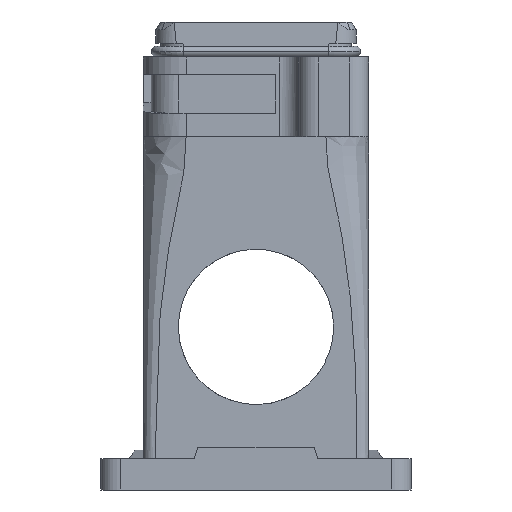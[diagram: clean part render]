
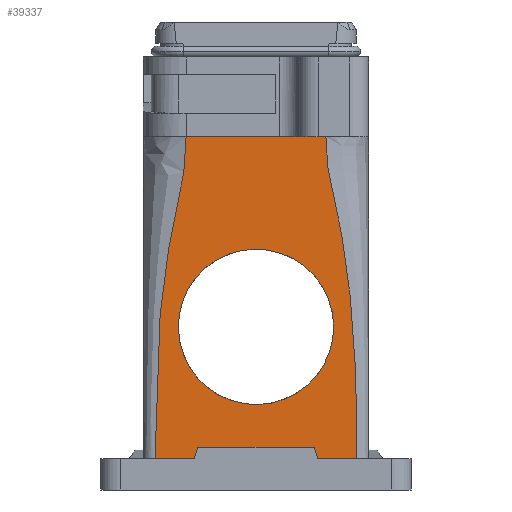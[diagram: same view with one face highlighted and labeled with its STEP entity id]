
A CAD part, front view. The second image highlights one B-rep face of the part: STEP entity #39337.
In plain terms, the highlighted planar face has unit normal (0, -1, 0).
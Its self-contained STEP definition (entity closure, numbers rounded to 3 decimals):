
#2603=AXIS2_PLACEMENT_3D('Circle Axis2P3D',#2601,#2602,$) ;
#2651=AXIS2_PLACEMENT_3D('Circle Axis2P3D',#2649,#2650,$) ;
#39320=AXIS2_PLACEMENT_3D('Plane Axis2P3D',#39317,#39318,#39319) ;
#2598=CARTESIAN_POINT('Vertex',(57.552,29.5,32.411)) ;
#2601=CARTESIAN_POINT('Axis2P3D Location',(40.,29.5,42.)) ;
#2605=CARTESIAN_POINT('Vertex',(22.448,29.5,51.589)) ;
#2649=CARTESIAN_POINT('Axis2P3D Location',(40.,29.5,42.)) ;
#17439=CARTESIAN_POINT('Line Origine',(53.09,29.5,91.)) ;
#17443=CARTESIAN_POINT('Vertex',(48.179,29.5,91.)) ;
#17445=CARTESIAN_POINT('Vertex',(58.,29.5,91.)) ;
#28552=CARTESIAN_POINT('Vertex',(14.,29.5,8.)) ;
#28556=CARTESIAN_POINT('Control Point',(22.,29.5,91.)) ;
#28557=CARTESIAN_POINT('Control Point',(22.,29.5,90.985)) ;
#28558=CARTESIAN_POINT('Control Point',(22.,29.5,90.97)) ;
#28559=CARTESIAN_POINT('Control Point',(22.,29.5,90.955)) ;
#28560=CARTESIAN_POINT('Control Point',(22.,29.5,88.764)) ;
#28561=CARTESIAN_POINT('Control Point',(21.997,29.5,86.573)) ;
#28562=CARTESIAN_POINT('Control Point',(21.826,29.5,84.404)) ;
#28563=CARTESIAN_POINT('Control Point',(21.39,29.5,81.369)) ;
#28564=CARTESIAN_POINT('Control Point',(20.787,29.5,78.355)) ;
#28565=CARTESIAN_POINT('Control Point',(20.603,29.5,77.489)) ;
#28566=CARTESIAN_POINT('Control Point',(20.231,29.5,75.791)) ;
#28567=CARTESIAN_POINT('Control Point',(19.849,29.5,74.094)) ;
#28568=CARTESIAN_POINT('Control Point',(19.663,29.5,73.261)) ;
#28569=CARTESIAN_POINT('Control Point',(19.297,29.5,71.599)) ;
#28570=CARTESIAN_POINT('Control Point',(18.95,29.5,69.933)) ;
#28571=CARTESIAN_POINT('Control Point',(18.777,29.5,69.079)) ;
#28572=CARTESIAN_POINT('Control Point',(16.798,29.5,59.048)) ;
#28573=CARTESIAN_POINT('Control Point',(15.449,29.5,48.936)) ;
#28574=CARTESIAN_POINT('Control Point',(14.611,29.5,39.617)) ;
#28575=CARTESIAN_POINT('Control Point',(14.128,29.5,28.075)) ;
#28576=CARTESIAN_POINT('Control Point',(14.015,29.5,16.529)) ;
#28577=CARTESIAN_POINT('Control Point',(14.004,29.5,14.302)) ;
#28578=CARTESIAN_POINT('Control Point',(14.001,29.5,11.705)) ;
#28579=CARTESIAN_POINT('Control Point',(14.,29.5,9.107)) ;
#28580=CARTESIAN_POINT('Control Point',(14.,29.5,8.738)) ;
#28581=CARTESIAN_POINT('Control Point',(14.,29.5,8.369)) ;
#28582=CARTESIAN_POINT('Control Point',(14.,29.5,8.)) ;
#28583=CARTESIAN_POINT('Vertex',(22.,29.5,91.)) ;
#29028=CARTESIAN_POINT('Line Origine',(24.531,29.5,9.5)) ;
#29032=CARTESIAN_POINT('Vertex',(24.063,29.5,8.)) ;
#29034=CARTESIAN_POINT('Vertex',(25.,29.5,11.)) ;
#29068=CARTESIAN_POINT('Line Origine',(40.,29.5,11.)) ;
#29072=CARTESIAN_POINT('Vertex',(55.,29.5,11.)) ;
#32371=CARTESIAN_POINT('Vertex',(55.938,29.5,8.)) ;
#32374=CARTESIAN_POINT('Line Origine',(55.469,29.5,9.5)) ;
#34885=CARTESIAN_POINT('Line Origine',(35.09,29.5,91.)) ;
#35521=CARTESIAN_POINT('Control Point',(58.,29.5,91.)) ;
#35522=CARTESIAN_POINT('Control Point',(58.,29.5,90.883)) ;
#35523=CARTESIAN_POINT('Control Point',(58.,29.5,90.772)) ;
#35524=CARTESIAN_POINT('Control Point',(58.,29.5,90.669)) ;
#35525=CARTESIAN_POINT('Control Point',(58.001,29.5,88.695)) ;
#35526=CARTESIAN_POINT('Control Point',(58.026,29.5,86.72)) ;
#35527=CARTESIAN_POINT('Control Point',(58.19,29.5,84.85)) ;
#35528=CARTESIAN_POINT('Control Point',(58.631,29.5,81.938)) ;
#35529=CARTESIAN_POINT('Control Point',(59.249,29.5,79.049)) ;
#35530=CARTESIAN_POINT('Control Point',(59.487,29.5,78.011)) ;
#35531=CARTESIAN_POINT('Control Point',(59.918,29.5,76.17)) ;
#35532=CARTESIAN_POINT('Control Point',(60.346,29.5,74.328)) ;
#35533=CARTESIAN_POINT('Control Point',(60.528,29.5,73.523)) ;
#35534=CARTESIAN_POINT('Control Point',(60.882,29.5,71.907)) ;
#35535=CARTESIAN_POINT('Control Point',(61.214,29.5,70.288)) ;
#35536=CARTESIAN_POINT('Control Point',(61.373,29.5,69.491)) ;
#35537=CARTESIAN_POINT('Control Point',(63.371,29.5,59.145)) ;
#35538=CARTESIAN_POINT('Control Point',(64.624,29.5,48.705)) ;
#35539=CARTESIAN_POINT('Control Point',(65.451,29.5,39.02)) ;
#35540=CARTESIAN_POINT('Control Point',(65.905,29.5,27.055)) ;
#35541=CARTESIAN_POINT('Control Point',(65.993,29.5,15.086)) ;
#35542=CARTESIAN_POINT('Control Point',(66.,29.5,12.769)) ;
#35543=CARTESIAN_POINT('Control Point',(66.,29.5,10.425)) ;
#35544=CARTESIAN_POINT('Control Point',(66.,29.5,8.081)) ;
#35545=CARTESIAN_POINT('Control Point',(66.,29.5,8.054)) ;
#35546=CARTESIAN_POINT('Control Point',(66.,29.5,8.027)) ;
#35547=CARTESIAN_POINT('Control Point',(66.,29.5,8.)) ;
#35548=CARTESIAN_POINT('Vertex',(66.,29.5,8.)) ;
#38812=CARTESIAN_POINT('Line Origine',(19.031,29.5,8.)) ;
#39066=CARTESIAN_POINT('Line Origine',(60.969,29.5,8.)) ;
#39317=CARTESIAN_POINT('Axis2P3D Location',(69.,29.5,8.)) ;
#2602=DIRECTION('Axis2P3D Direction',(0.,1.,0.)) ;
#2650=DIRECTION('Axis2P3D Direction',(0.,1.,0.)) ;
#17440=DIRECTION('Vector Direction',(-1.,0.,0.)) ;
#29029=DIRECTION('Vector Direction',(0.298,0.,0.954)) ;
#29069=DIRECTION('Vector Direction',(1.,0.,0.)) ;
#32375=DIRECTION('Vector Direction',(-0.298,0.,0.954)) ;
#34886=DIRECTION('Vector Direction',(-1.,0.,0.)) ;
#38813=DIRECTION('Vector Direction',(-1.,0.,0.)) ;
#39067=DIRECTION('Vector Direction',(-1.,0.,0.)) ;
#39318=DIRECTION('Axis2P3D Direction',(0.,1.,0.)) ;
#39319=DIRECTION('Axis2P3D XDirection',(-1.,0.,0.)) ;
#17441=VECTOR('Line Direction',#17440,1.) ;
#29030=VECTOR('Line Direction',#29029,1.) ;
#29070=VECTOR('Line Direction',#29069,1.) ;
#32376=VECTOR('Line Direction',#32375,1.) ;
#34887=VECTOR('Line Direction',#34886,1.) ;
#38814=VECTOR('Line Direction',#38813,1.) ;
#39068=VECTOR('Line Direction',#39067,1.) ;
#39323=ORIENTED_EDGE('',*,*,#28585,.F.) ;
#39324=ORIENTED_EDGE('',*,*,#38816,.T.) ;
#39325=ORIENTED_EDGE('',*,*,#29036,.T.) ;
#39326=ORIENTED_EDGE('',*,*,#29074,.T.) ;
#39327=ORIENTED_EDGE('',*,*,#32378,.F.) ;
#39328=ORIENTED_EDGE('',*,*,#39070,.T.) ;
#39329=ORIENTED_EDGE('',*,*,#35550,.T.) ;
#39330=ORIENTED_EDGE('',*,*,#17447,.F.) ;
#39331=ORIENTED_EDGE('',*,*,#34889,.F.) ;
#39334=ORIENTED_EDGE('',*,*,#2607,.T.) ;
#39335=ORIENTED_EDGE('',*,*,#2653,.T.) ;
#39336=FACE_BOUND('',#39333,.T.) ;
#39337=ADVANCED_FACE('Housing',(#39332,#39336),#39321,.F.) ;
#28555=B_SPLINE_CURVE_WITH_KNOTS('',5,(#28556,#28557,#28558,#28559,#28560,#28561,#28562,#28563,#28564,#28565,#28566,#28567,#28568,#28569,#28570,#28571,#28572,#28573,#28574,#28575,#28576,#28577,#28578,#28579,#28580,#28581,#28582),.UNSPECIFIED.,.F.,.U.,(6,3,3,3,3,3,3,3,6),(28.752,28.882,47.726,55.332,62.667,69.961,150.659,169.953,173.15),.UNSPECIFIED.) ;
#35520=B_SPLINE_CURVE_WITH_KNOTS('',5,(#35521,#35522,#35523,#35524,#35525,#35526,#35527,#35528,#35529,#35530,#35531,#35532,#35533,#35534,#35535,#35536,#35537,#35538,#35539,#35540,#35541,#35542,#35543,#35544,#35545,#35546,#35547),.UNSPECIFIED.,.F.,.U.,(6,3,3,3,3,3,3,3,6),(28.188,29.031,45.287,54.426,61.521,68.64,152.229,172.294,172.527),.UNSPECIFIED.) ;
#2604=CIRCLE('generated circle',#2603,20.) ;
#2652=CIRCLE('generated circle',#2651,20.) ;
#2607=EDGE_CURVE('',#2606,#2599,#2604,.T.) ;
#2653=EDGE_CURVE('',#2599,#2606,#2652,.T.) ;
#17447=EDGE_CURVE('',#17444,#17446,#17442,.F.) ;
#28585=EDGE_CURVE('',#28553,#28584,#28555,.F.) ;
#29036=EDGE_CURVE('',#29033,#29035,#29031,.T.) ;
#29074=EDGE_CURVE('',#29035,#29073,#29071,.T.) ;
#32378=EDGE_CURVE('',#32372,#29073,#32377,.T.) ;
#34889=EDGE_CURVE('',#28584,#17444,#34888,.F.) ;
#35550=EDGE_CURVE('',#35549,#17446,#35520,.F.) ;
#38816=EDGE_CURVE('',#28553,#29033,#38815,.F.) ;
#39070=EDGE_CURVE('',#32372,#35549,#39069,.F.) ;
#39322=EDGE_LOOP('',(#39323,#39324,#39325,#39326,#39327,#39328,#39329,#39330,#39331)) ;
#39333=EDGE_LOOP('',(#39334,#39335)) ;
#39332=FACE_OUTER_BOUND('',#39322,.T.) ;
#17442=LINE('Line',#17439,#17441) ;
#29031=LINE('Line',#29028,#29030) ;
#29071=LINE('Line',#29068,#29070) ;
#32377=LINE('Line',#32374,#32376) ;
#34888=LINE('Line',#34885,#34887) ;
#38815=LINE('Line',#38812,#38814) ;
#39069=LINE('Line',#39066,#39068) ;
#39321=PLANE('',#39320) ;
#2599=VERTEX_POINT('',#2598) ;
#2606=VERTEX_POINT('',#2605) ;
#17444=VERTEX_POINT('',#17443) ;
#17446=VERTEX_POINT('',#17445) ;
#28553=VERTEX_POINT('',#28552) ;
#28584=VERTEX_POINT('',#28583) ;
#29033=VERTEX_POINT('',#29032) ;
#29035=VERTEX_POINT('',#29034) ;
#29073=VERTEX_POINT('',#29072) ;
#32372=VERTEX_POINT('',#32371) ;
#35549=VERTEX_POINT('',#35548) ;
